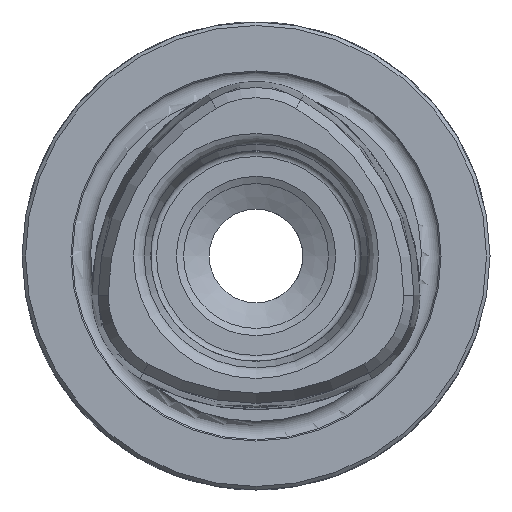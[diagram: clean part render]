
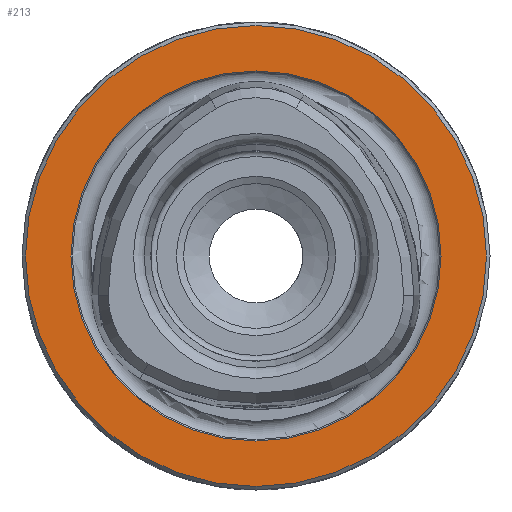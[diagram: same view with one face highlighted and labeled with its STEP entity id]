
A CAD part, left-side view. The second image highlights one B-rep face of the part: STEP entity #213.
In plain terms, the highlighted planar face has unit normal (-1, 0, 0).
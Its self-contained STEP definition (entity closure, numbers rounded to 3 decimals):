
#213 = ADVANCED_FACE( '', ( #501, #502 ), #503, .T. );
#501 = FACE_OUTER_BOUND( '', #873, .T. );
#502 = FACE_BOUND( '', #874, .T. );
#503 = PLANE( '', #875 );
#873 = EDGE_LOOP( '', ( #1434 ) );
#874 = EDGE_LOOP( '', ( #1435 ) );
#875 = AXIS2_PLACEMENT_3D( '', #1436, #1437, #1438 );
#1434 = ORIENTED_EDGE( '', *, *, #2023, .T. );
#1435 = ORIENTED_EDGE( '', *, *, #2057, .F. );
#1436 = CARTESIAN_POINT( '', ( 0., 0., 15.5 ) );
#1437 = DIRECTION( '', ( -1., 0., 0. ) );
#1438 = DIRECTION( '', ( 0., 0., 1. ) );
#2023 = EDGE_CURVE( '', #2398, #2398, #2399, .T. );
#2057 = EDGE_CURVE( '', #2451, #2451, #2452, .T. );
#2398 = VERTEX_POINT( '', #3090 );
#2399 = CIRCLE( '', #3091, 19.7 );
#2451 = VERTEX_POINT( '', #3253 );
#2452 = CIRCLE( '', #3254, 15.814 );
#3090 = CARTESIAN_POINT( '', ( 0., 0., 19.7 ) );
#3091 = AXIS2_PLACEMENT_3D( '', #4050, #4051, #4052 );
#3253 = CARTESIAN_POINT( '', ( 0., 0., 15.814 ) );
#3254 = AXIS2_PLACEMENT_3D( '', #4091, #4092, #4093 );
#4050 = CARTESIAN_POINT( '', ( 0., 0., 0. ) );
#4051 = DIRECTION( '', ( -1., 0., 0. ) );
#4052 = DIRECTION( '', ( 0., 0., 1. ) );
#4091 = CARTESIAN_POINT( '', ( 0., 0., 0. ) );
#4092 = DIRECTION( '', ( -1., 0., 0. ) );
#4093 = DIRECTION( '', ( 0., 0., 1. ) );
